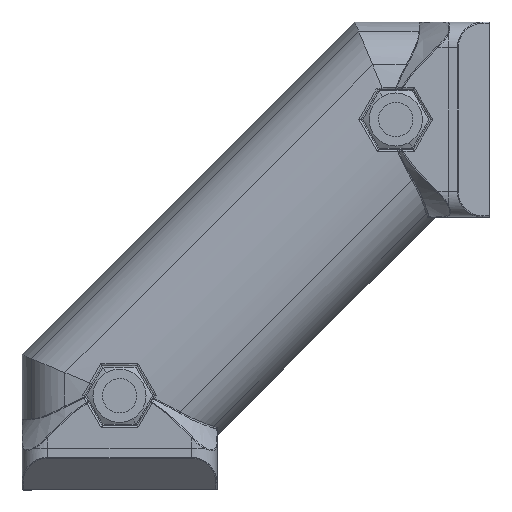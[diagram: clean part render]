
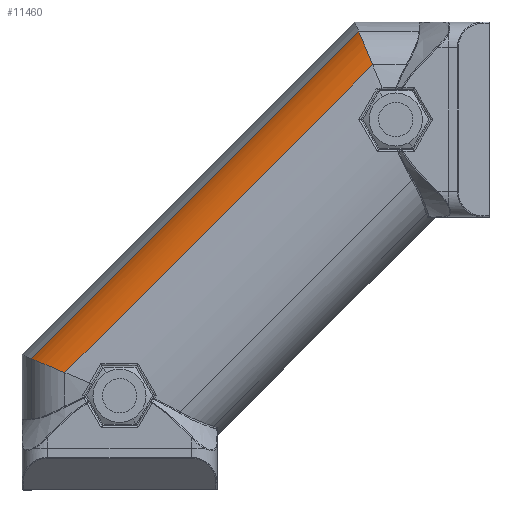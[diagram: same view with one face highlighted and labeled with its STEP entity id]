
A CAD part, left-side view. The second image highlights one B-rep face of the part: STEP entity #11460.
In plain terms, the highlighted cylindrical face has radius 10 mm (diameter 20 mm), a partial arc.
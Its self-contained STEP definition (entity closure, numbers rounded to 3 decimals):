
#1409 = EDGE_LOOP ( 'NONE', ( #8572, #8666, #9645, #9668 ) ) ;
#1698 = CARTESIAN_POINT ( 'NONE',  ( -68.452, 51.445, 1.475 ) ) ;
#1702 = CARTESIAN_POINT ( 'NONE',  ( -73.696, 45.559, -0.964 ) ) ;
#2189 = CARTESIAN_POINT ( 'NONE',  ( -73.696, -5.274, 49.869 ) ) ;
#2190 = DIRECTION ( 'NONE',  ( 0., 0.707, -0.707 ) ) ;
#6340 = DIRECTION ( 'NONE',  ( 0., -0.707, -0.707 ) ) ;
#6344 = DIRECTION ( 'NONE',  ( 0., 0.707, -0.707 ) ) ;
#6345 = CARTESIAN_POINT ( 'NONE',  ( -64.211, -7.515, 47.628 ) ) ;
#7296 = AXIS2_PLACEMENT_3D ( 'NONE', #6345, #6344, #6340 ) ;
#7865 = CARTESIAN_POINT ( 'NONE',  ( -73.696, -8.059, 52.654 ) ) ;
#7866 = CARTESIAN_POINT ( 'NONE',  ( -72.815, -6.968, 55.289 ) ) ;
#7874 = CARTESIAN_POINT ( 'NONE',  ( -70.968, -6.109, 57.363 ) ) ;
#7875 = CARTESIAN_POINT ( 'NONE',  ( -68.452, -5.621, 58.541 ) ) ;
#7877 = CARTESIAN_POINT ( 'NONE',  ( -68.452, 51.445, 1.475 ) ) ;
#7879 = CARTESIAN_POINT ( 'NONE',  ( -70.968, 50.267, 0.987 ) ) ;
#7884 = CARTESIAN_POINT ( 'NONE',  ( -72.815, 48.193, 0.128 ) ) ;
#7885 = CARTESIAN_POINT ( 'NONE',  ( -73.696, 45.559, -0.964 ) ) ;
#7921 = DIRECTION ( 'NONE',  ( 0., -0.707, 0.707 ) ) ;
#7923 = CARTESIAN_POINT ( 'NONE',  ( -68.452, -1.112, 54.032 ) ) ;
#8572 = ORIENTED_EDGE ( 'NONE', *, *, #11294, .F. ) ;
#8666 = ORIENTED_EDGE ( 'NONE', *, *, #11284, .T. ) ;
#9145 = VERTEX_POINT ( 'NONE', #12836 ) ;
#9645 = ORIENTED_EDGE ( 'NONE', *, *, #15628, .F. ) ;
#9668 = ORIENTED_EDGE ( 'NONE', *, *, #10259, .T. ) ;
#9909 = LINE ( 'NONE', #2189, #9911 ) ;
#9911 = VECTOR ( 'NONE', #2190, 1000. ) ;
#10259 = EDGE_CURVE ( 'NONE', #15184, #9145, #12029, .T. ) ;
#11250 = CARTESIAN_POINT ( 'NONE',  ( -73.696, -8.059, 52.654 ) ) ;
#11284 = EDGE_CURVE ( 'NONE', #15220, #15224, #12031, .T. ) ;
#11294 = EDGE_CURVE ( 'NONE', #15220, #9145, #13892, .T. ) ;
#11348 = CYLINDRICAL_SURFACE ( 'NONE', #7296, 10. ) ;
#11358 = FACE_OUTER_BOUND ( 'NONE', #1409, .T. ) ;
#11460 = ADVANCED_FACE ( 'NONE', ( #11358 ), #11348, .T. ) ;
#12029 =( BOUNDED_CURVE ( )  B_SPLINE_CURVE ( 3, ( #7865, #7866, #7874, #7875 ),
 .UNSPECIFIED., .F., .F. ) 
 B_SPLINE_CURVE_WITH_KNOTS ( ( 4, 4 ),
 ( 1.893, 2.704 ),
 .UNSPECIFIED. ) 
 CURVE ( )  GEOMETRIC_REPRESENTATION_ITEM ( )  RATIONAL_B_SPLINE_CURVE ( ( 1., 0.946, 0.946, 1. ) ) 
 REPRESENTATION_ITEM ( '' )  );
#12031 =( BOUNDED_CURVE ( )  B_SPLINE_CURVE ( 3, ( #7877, #7879, #7884, #7885 ),
 .UNSPECIFIED., .F., .T. ) 
 B_SPLINE_CURVE_WITH_KNOTS ( ( 4, 4 ),
 ( 0.438, 1.248 ),
 .UNSPECIFIED. ) 
 CURVE ( )  GEOMETRIC_REPRESENTATION_ITEM ( )  RATIONAL_B_SPLINE_CURVE ( ( 1., 0.946, 0.946, 1. ) ) 
 REPRESENTATION_ITEM ( '' )  );
#12836 = CARTESIAN_POINT ( 'NONE',  ( -68.452, -5.621, 58.541 ) ) ;
#13888 = VECTOR ( 'NONE', #7921, 1000. ) ;
#13892 = LINE ( 'NONE', #7923, #13888 ) ;
#15184 = VERTEX_POINT ( 'NONE', #11250 ) ;
#15220 = VERTEX_POINT ( 'NONE', #1698 ) ;
#15224 = VERTEX_POINT ( 'NONE', #1702 ) ;
#15628 = EDGE_CURVE ( 'NONE', #15184, #15224, #9909, .T. ) ;
